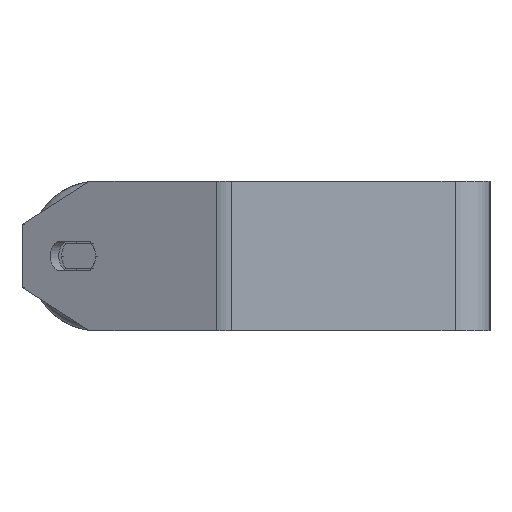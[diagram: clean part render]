
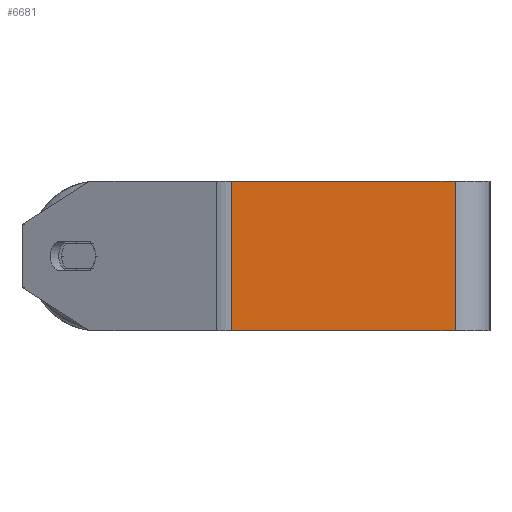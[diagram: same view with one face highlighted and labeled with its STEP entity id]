
A CAD part, left-side view. The second image highlights one B-rep face of the part: STEP entity #6681.
In plain terms, the highlighted planar face has unit normal (-1, 0, 0).
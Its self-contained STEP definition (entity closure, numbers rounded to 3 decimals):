
#212 = CARTESIAN_POINT ( 'NONE',  ( -340., 103.636, 30. ) ) ;
#506 = VERTEX_POINT ( 'NONE', #212 ) ;
#741 = FACE_OUTER_BOUND ( 'NONE', #4064, .T. ) ;
#1581 = ORIENTED_EDGE ( 'NONE', *, *, #2640, .F. ) ;
#2159 = LINE ( 'NONE', #2801, #2681 ) ;
#2279 = VECTOR ( 'NONE', #5869, 1000. ) ;
#2538 = CARTESIAN_POINT ( 'NONE',  ( -340., 14., 30. ) ) ;
#2581 = ORIENTED_EDGE ( 'NONE', *, *, #4778, .F. ) ;
#2640 = EDGE_CURVE ( 'NONE', #506, #6982, #2159, .T. ) ;
#2681 = VECTOR ( 'NONE', #5466, 1000. ) ;
#2801 = CARTESIAN_POINT ( 'NONE',  ( -340., 106.74, 30. ) ) ;
#3829 = ORIENTED_EDGE ( 'NONE', *, *, #7304, .T. ) ;
#3850 = CARTESIAN_POINT ( 'NONE',  ( -340., 103.636, 30. ) ) ;
#3933 = VECTOR ( 'NONE', #5766, 1000. ) ;
#4039 = PLANE ( 'NONE',  #4048 ) ;
#4048 = AXIS2_PLACEMENT_3D ( 'NONE', #6096, #4158, #4767 ) ;
#4064 = EDGE_LOOP ( 'NONE', ( #6338, #2581, #1581, #3829 ) ) ;
#4158 = DIRECTION ( 'NONE',  ( 1., 0., 0. ) ) ;
#4470 = CARTESIAN_POINT ( 'NONE',  ( -340., 14., 30. ) ) ;
#4767 = DIRECTION ( 'NONE',  ( 0., 1., 0. ) ) ;
#4778 = EDGE_CURVE ( 'NONE', #6982, #6306, #5722, .T. ) ;
#4780 = CARTESIAN_POINT ( 'NONE',  ( -340., 103.636, -30. ) ) ;
#5125 = EDGE_CURVE ( 'NONE', #6300, #6306, #7077, .T. ) ;
#5313 = CARTESIAN_POINT ( 'NONE',  ( -340., 14., -30. ) ) ;
#5466 = DIRECTION ( 'NONE',  ( 0., -1., 0. ) ) ;
#5573 = VECTOR ( 'NONE', #8317, 1000. ) ;
#5722 = LINE ( 'NONE', #2538, #3933 ) ;
#5766 = DIRECTION ( 'NONE',  ( 0., 0., -1. ) ) ;
#5869 = DIRECTION ( 'NONE',  ( 0., 0., -1. ) ) ;
#6096 = CARTESIAN_POINT ( 'NONE',  ( -340., 106.74, 30. ) ) ;
#6300 = VERTEX_POINT ( 'NONE', #4780 ) ;
#6306 = VERTEX_POINT ( 'NONE', #5313 ) ;
#6338 = ORIENTED_EDGE ( 'NONE', *, *, #5125, .T. ) ;
#6389 = CARTESIAN_POINT ( 'NONE',  ( -340., 106.74, -30. ) ) ;
#6681 = ADVANCED_FACE ( 'NONE', ( #741 ), #4039, .F. ) ;
#6982 = VERTEX_POINT ( 'NONE', #4470 ) ;
#7077 = LINE ( 'NONE', #6389, #5573 ) ;
#7304 = EDGE_CURVE ( 'NONE', #506, #6300, #7798, .T. ) ;
#7798 = LINE ( 'NONE', #3850, #2279 ) ;
#8317 = DIRECTION ( 'NONE',  ( 0., -1., 0. ) ) ;
